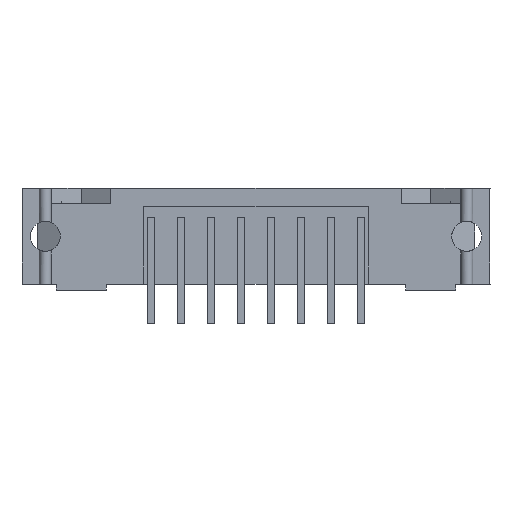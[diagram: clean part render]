
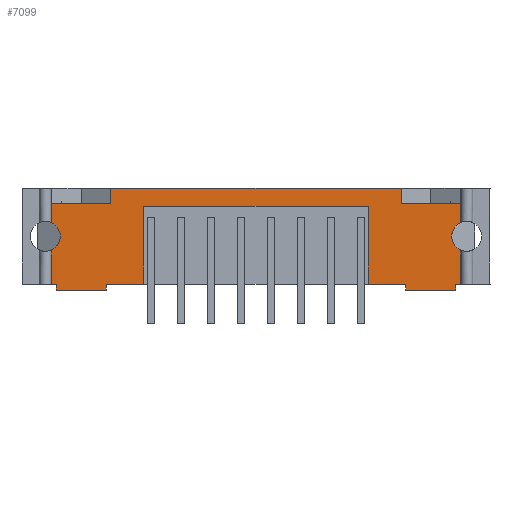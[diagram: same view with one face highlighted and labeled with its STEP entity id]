
A CAD part, front view. The second image highlights one B-rep face of the part: STEP entity #7099.
In plain terms, the highlighted planar face has unit normal (0, -1, 0).
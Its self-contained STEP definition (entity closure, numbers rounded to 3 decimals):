
#99=CIRCLE($,#7519,1.27);
#127=CIRCLE($,#7608,1.27);
#503=FACE_OUTER_BOUND($,#922,.T.);
#922=EDGE_LOOP($,(#5803,#5804,#5805,#5806,#5807,#5808,#5809,#5810,#5811,
#5812,#5813,#5814,#5815,#5816,#5817,#5818,#5819,#5820,#5821,#5822,#5823,
#5824,#5825,#5826,#5827,#5828,#5829,#5830));
#1559=LINE($,#10774,#2452);
#1564=LINE($,#10839,#2457);
#1570=LINE($,#10851,#2463);
#1578=LINE($,#10908,#2471);
#1580=LINE($,#10912,#2473);
#1610=LINE($,#10983,#2503);
#1615=LINE($,#10993,#2508);
#1619=LINE($,#11000,#2512);
#1620=LINE($,#11002,#2513);
#1702=LINE($,#11175,#2595);
#1707=LINE($,#11185,#2600);
#1718=LINE($,#11211,#2611);
#1719=LINE($,#11216,#2612);
#1720=LINE($,#11218,#2613);
#1721=LINE($,#11220,#2614);
#1722=LINE($,#11222,#2615);
#1723=LINE($,#11224,#2616);
#1724=LINE($,#11226,#2617);
#1725=LINE($,#11228,#2618);
#1726=LINE($,#11230,#2619);
#1727=LINE($,#11233,#2620);
#1728=LINE($,#11235,#2621);
#1729=LINE($,#11237,#2622);
#1730=LINE($,#11238,#2623);
#1731=LINE($,#11239,#2624);
#1732=LINE($,#11240,#2625);
#2452=VECTOR($,#8764,2.9);
#2457=VECTOR($,#8781,6.604);
#2463=VECTOR($,#8789,0.508);
#2471=VECTOR($,#8819,0.508);
#2473=VECTOR($,#8823,2.9);
#2503=VECTOR($,#8881,1.27);
#2508=VECTOR($,#8888,5.004);
#2512=VECTOR($,#8894,1.27);
#2513=VECTOR($,#8897,4.269);
#2595=VECTOR($,#9055,24.587);
#2600=VECTOR($,#9060,0.038);
#2611=VECTOR($,#9077,0.038);
#2612=VECTOR($,#9082,19.05);
#2613=VECTOR($,#9083,6.604);
#2614=VECTOR($,#9084,3.136);
#2615=VECTOR($,#9085,0.508);
#2616=VECTOR($,#9086,4.269);
#2617=VECTOR($,#9087,0.508);
#2618=VECTOR($,#9088,0.406);
#2619=VECTOR($,#9089,2.9);
#2620=VECTOR($,#9092,2.9);
#2621=VECTOR($,#9093,1.27);
#2622=VECTOR($,#9094,5.004);
#2623=VECTOR($,#9095,1.27);
#2624=VECTOR($,#9096,0.406);
#2625=VECTOR($,#9097,3.136);
#3181=VERTEX_POINT($,#10715);
#3182=VERTEX_POINT($,#10716);
#3189=VERTEX_POINT($,#10770);
#3198=VERTEX_POINT($,#10835);
#3200=VERTEX_POINT($,#10838);
#3202=VERTEX_POINT($,#10844);
#3205=VERTEX_POINT($,#10849);
#3213=VERTEX_POINT($,#10905);
#3214=VERTEX_POINT($,#10907);
#3215=VERTEX_POINT($,#10911);
#3240=VERTEX_POINT($,#10979);
#3242=VERTEX_POINT($,#10982);
#3246=VERTEX_POINT($,#10991);
#3248=VERTEX_POINT($,#10998);
#3301=VERTEX_POINT($,#11174);
#3305=VERTEX_POINT($,#11182);
#3306=VERTEX_POINT($,#11184);
#3320=VERTEX_POINT($,#11215);
#3321=VERTEX_POINT($,#11217);
#3322=VERTEX_POINT($,#11219);
#3323=VERTEX_POINT($,#11221);
#3324=VERTEX_POINT($,#11223);
#3325=VERTEX_POINT($,#11225);
#3326=VERTEX_POINT($,#11227);
#3327=VERTEX_POINT($,#11229);
#3328=VERTEX_POINT($,#11231);
#3329=VERTEX_POINT($,#11234);
#3330=VERTEX_POINT($,#11236);
#4000=EDGE_CURVE($,#3181,#3182,#99,.T.);
#4010=EDGE_CURVE($,#3189,#3181,#1559,.T.);
#4020=EDGE_CURVE($,#3200,#3198,#1564,.T.);
#4026=EDGE_CURVE($,#3202,#3205,#1570,.T.);
#4041=EDGE_CURVE($,#3214,#3213,#1578,.T.);
#4043=EDGE_CURVE($,#3182,#3215,#1580,.T.);
#4078=EDGE_CURVE($,#3242,#3240,#1610,.T.);
#4083=EDGE_CURVE($,#3240,#3246,#1615,.T.);
#4087=EDGE_CURVE($,#3246,#3248,#1619,.T.);
#4088=EDGE_CURVE($,#3213,#3202,#1620,.T.);
#4174=EDGE_CURVE($,#3301,#3242,#1702,.T.);
#4179=EDGE_CURVE($,#3306,#3305,#1707,.T.);
#4193=EDGE_CURVE($,#3248,#3189,#1718,.T.);
#4195=EDGE_CURVE($,#3320,#3198,#1719,.T.);
#4196=EDGE_CURVE($,#3320,#3321,#1720,.T.);
#4197=EDGE_CURVE($,#3322,#3321,#1721,.T.);
#4198=EDGE_CURVE($,#3322,#3323,#1722,.T.);
#4199=EDGE_CURVE($,#3323,#3324,#1723,.T.);
#4200=EDGE_CURVE($,#3324,#3325,#1724,.T.);
#4201=EDGE_CURVE($,#3326,#3325,#1725,.T.);
#4202=EDGE_CURVE($,#3326,#3327,#1726,.T.);
#4203=EDGE_CURVE($,#3327,#3328,#127,.T.);
#4204=EDGE_CURVE($,#3328,#3306,#1727,.T.);
#4205=EDGE_CURVE($,#3305,#3329,#1728,.T.);
#4206=EDGE_CURVE($,#3329,#3330,#1729,.T.);
#4207=EDGE_CURVE($,#3330,#3301,#1730,.T.);
#4208=EDGE_CURVE($,#3214,#3215,#1731,.T.);
#4209=EDGE_CURVE($,#3200,#3205,#1732,.T.);
#5803=ORIENTED_EDGE($,*,*,#4195,.F.);
#5804=ORIENTED_EDGE($,*,*,#4196,.T.);
#5805=ORIENTED_EDGE($,*,*,#4197,.F.);
#5806=ORIENTED_EDGE($,*,*,#4198,.T.);
#5807=ORIENTED_EDGE($,*,*,#4199,.T.);
#5808=ORIENTED_EDGE($,*,*,#4200,.T.);
#5809=ORIENTED_EDGE($,*,*,#4201,.F.);
#5810=ORIENTED_EDGE($,*,*,#4202,.T.);
#5811=ORIENTED_EDGE($,*,*,#4203,.T.);
#5812=ORIENTED_EDGE($,*,*,#4204,.T.);
#5813=ORIENTED_EDGE($,*,*,#4179,.T.);
#5814=ORIENTED_EDGE($,*,*,#4205,.T.);
#5815=ORIENTED_EDGE($,*,*,#4206,.T.);
#5816=ORIENTED_EDGE($,*,*,#4207,.T.);
#5817=ORIENTED_EDGE($,*,*,#4174,.T.);
#5818=ORIENTED_EDGE($,*,*,#4078,.T.);
#5819=ORIENTED_EDGE($,*,*,#4083,.T.);
#5820=ORIENTED_EDGE($,*,*,#4087,.T.);
#5821=ORIENTED_EDGE($,*,*,#4193,.T.);
#5822=ORIENTED_EDGE($,*,*,#4010,.T.);
#5823=ORIENTED_EDGE($,*,*,#4000,.T.);
#5824=ORIENTED_EDGE($,*,*,#4043,.T.);
#5825=ORIENTED_EDGE($,*,*,#4208,.F.);
#5826=ORIENTED_EDGE($,*,*,#4041,.T.);
#5827=ORIENTED_EDGE($,*,*,#4088,.T.);
#5828=ORIENTED_EDGE($,*,*,#4026,.T.);
#5829=ORIENTED_EDGE($,*,*,#4209,.F.);
#5830=ORIENTED_EDGE($,*,*,#4020,.T.);
#6720=PLANE($,#7607);
#7099=ADVANCED_FACE($,(#503),#6720,.T.);
#7519=AXIS2_PLACEMENT_3D($,#10717,#8743,#8744);
#7607=AXIS2_PLACEMENT_3D($,#11214,#9080,#9081);
#7608=AXIS2_PLACEMENT_3D($,#11232,#9090,#9091);
#8743=DIRECTION('center_axis',(0.,1.,0.));
#8744=DIRECTION('ref_axis',(0.4,0.,-0.917));
#8764=DIRECTION($,(0.,0.,-1.));
#8781=DIRECTION($,(0.,0.,1.));
#8789=DIRECTION($,(0.,0.,1.));
#8819=DIRECTION($,(0.,0.,-1.));
#8823=DIRECTION($,(0.,0.,-1.));
#8881=DIRECTION($,(0.,0.,-1.));
#8888=DIRECTION($,(-1.,0.,0.));
#8894=DIRECTION($,(0.,0.,1.));
#8897=DIRECTION($,(1.,0.,0.));
#9055=DIRECTION($,(-1.,0.,0.));
#9060=DIRECTION($,(-1.,0.,0.));
#9077=DIRECTION($,(-1.,0.,0.));
#9080=DIRECTION('center_axis',(0.,-1.,0.));
#9081=DIRECTION('ref_axis',(0.,0.,-1.));
#9082=DIRECTION($,(-1.,0.,0.));
#9083=DIRECTION($,(0.,0.,-1.));
#9084=DIRECTION($,(-1.,0.,0.));
#9085=DIRECTION($,(0.,0.,-1.));
#9086=DIRECTION($,(1.,0.,0.));
#9087=DIRECTION($,(0.,0.,1.));
#9088=DIRECTION($,(-1.,0.,0.));
#9089=DIRECTION($,(0.,0.,1.));
#9090=DIRECTION('center_axis',(0.,1.,0.));
#9091=DIRECTION('ref_axis',(-1.,0.,0.));
#9092=DIRECTION($,(0.,0.,1.));
#9093=DIRECTION($,(0.,0.,-1.));
#9094=DIRECTION($,(-1.,0.,0.));
#9095=DIRECTION($,(0.,0.,1.));
#9096=DIRECTION($,(-1.,0.,0.));
#9097=DIRECTION($,(-1.,0.,0.));
#10715=CARTESIAN_POINT('',(-17.336,-2.007,5.736));
#10716=CARTESIAN_POINT('',(-17.336,-2.007,3.408));
#10717=CARTESIAN_POINT('Origin',(-17.844,-2.007,4.572));
#10770=CARTESIAN_POINT('',(-17.336,-2.007,8.636));
#10774=CARTESIAN_POINT($,(-17.336,-2.007,8.636));
#10835=CARTESIAN_POINT('',(-9.525,-2.007,7.112));
#10838=CARTESIAN_POINT('',(-9.525,-2.007,0.508));
#10839=CARTESIAN_POINT($,(-9.525,-2.007,0.508));
#10844=CARTESIAN_POINT('',(-12.661,-2.007,0.));
#10849=CARTESIAN_POINT('',(-12.661,-2.007,0.508));
#10851=CARTESIAN_POINT($,(-12.661,-2.007,0.));
#10905=CARTESIAN_POINT('',(-16.93,-2.007,0.));
#10907=CARTESIAN_POINT('',(-16.93,-2.007,0.508));
#10908=CARTESIAN_POINT($,(-16.93,-2.007,0.508));
#10911=CARTESIAN_POINT('',(-17.336,-2.007,0.508));
#10912=CARTESIAN_POINT($,(-17.336,-2.007,3.408));
#10979=CARTESIAN_POINT('',(-12.294,-2.007,7.366));
#10982=CARTESIAN_POINT('',(-12.294,-2.007,8.636));
#10983=CARTESIAN_POINT($,(-12.294,-2.007,8.636));
#10991=CARTESIAN_POINT('',(-17.297,-2.007,7.366));
#10993=CARTESIAN_POINT($,(-12.294,-2.007,7.366));
#10998=CARTESIAN_POINT('',(-17.297,-2.007,8.636));
#11000=CARTESIAN_POINT($,(-17.297,-2.007,7.366));
#11002=CARTESIAN_POINT($,(-16.93,-2.007,0.));
#11174=CARTESIAN_POINT('',(12.294,-2.007,8.636));
#11175=CARTESIAN_POINT($,(-0.508,-2.007,8.636));
#11182=CARTESIAN_POINT('',(17.297,-2.007,8.636));
#11184=CARTESIAN_POINT('',(17.336,-2.007,8.636));
#11185=CARTESIAN_POINT($,(17.336,-2.007,8.636));
#11211=CARTESIAN_POINT($,(-17.297,-2.007,8.636));
#11214=CARTESIAN_POINT('Origin',(-23.257,-2.007,9.068));
#11215=CARTESIAN_POINT('',(9.525,-2.007,7.112));
#11216=CARTESIAN_POINT($,(8.382,-2.007,7.112));
#11217=CARTESIAN_POINT('',(9.525,-2.007,0.508));
#11218=CARTESIAN_POINT($,(9.525,-2.007,7.112));
#11219=CARTESIAN_POINT('',(12.661,-2.007,0.508));
#11220=CARTESIAN_POINT($,(12.661,-2.007,0.508));
#11221=CARTESIAN_POINT('',(12.661,-2.007,0.));
#11222=CARTESIAN_POINT($,(12.661,-2.007,0.508));
#11223=CARTESIAN_POINT('',(16.93,-2.007,0.));
#11224=CARTESIAN_POINT($,(12.661,-2.007,0.));
#11225=CARTESIAN_POINT('',(16.93,-2.007,0.508));
#11226=CARTESIAN_POINT($,(16.93,-2.007,0.));
#11227=CARTESIAN_POINT('',(17.336,-2.007,0.508));
#11228=CARTESIAN_POINT($,(17.336,-2.007,0.508));
#11229=CARTESIAN_POINT('',(17.335,-2.007,3.408));
#11230=CARTESIAN_POINT($,(17.336,-2.007,0.508));
#11231=CARTESIAN_POINT('',(17.336,-2.007,5.736));
#11232=CARTESIAN_POINT('Origin',(17.843,-2.007,4.572));
#11233=CARTESIAN_POINT($,(17.336,-2.007,5.736));
#11234=CARTESIAN_POINT('',(17.297,-2.007,7.366));
#11235=CARTESIAN_POINT($,(17.297,-2.007,8.636));
#11236=CARTESIAN_POINT('',(12.294,-2.007,7.366));
#11237=CARTESIAN_POINT($,(17.297,-2.007,7.366));
#11238=CARTESIAN_POINT($,(12.294,-2.007,7.366));
#11239=CARTESIAN_POINT($,(-16.93,-2.007,0.508));
#11240=CARTESIAN_POINT($,(-9.525,-2.007,0.508));
